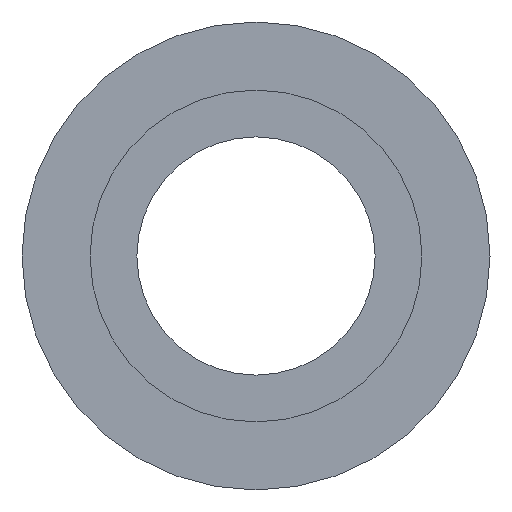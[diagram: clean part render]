
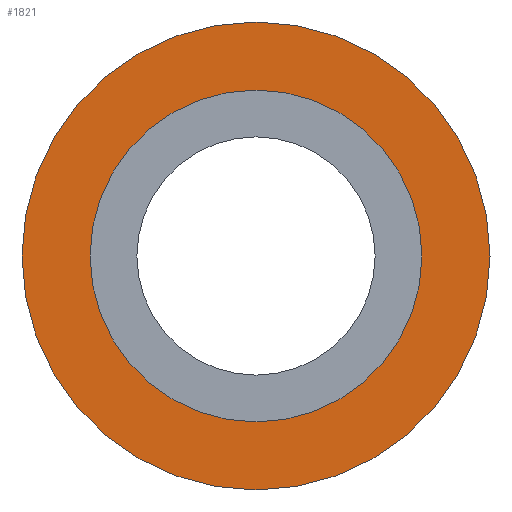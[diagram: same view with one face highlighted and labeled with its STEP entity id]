
A CAD part, front view. The second image highlights one B-rep face of the part: STEP entity #1821.
In plain terms, the highlighted planar face has unit normal (0, -1, 0).
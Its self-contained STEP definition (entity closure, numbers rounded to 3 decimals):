
#683=CARTESIAN_POINT('',(-12.724,-10.5,19.51));
#684=VERTEX_POINT('',#683);
#700=CARTESIAN_POINT('',(14.776,-10.5,-28.121));
#701=VERTEX_POINT('',#700);
#708=CARTESIAN_POINT('',(1.026,-10.5,-4.305));
#709=DIRECTION('',(0.,1.0,0.));
#710=DIRECTION('',(0.866,0.,0.5));
#711=AXIS2_PLACEMENT_3D('',#708,#709,#710);
#712=CIRCLE('',#711,27.5);
#713=EDGE_CURVE('',#701,#684,#712,.T.);
#723=CARTESIAN_POINT('',(-8.724,-10.5,12.582));
#724=VERTEX_POINT('',#723);
#733=CARTESIAN_POINT('',(10.776,-10.5,-21.193));
#734=VERTEX_POINT('',#733);
#735=CARTESIAN_POINT('',(1.026,-10.5,-4.305));
#736=DIRECTION('',(0.0,1.,0.0));
#737=DIRECTION('',(-0.5,0.0,0.866));
#738=AXIS2_PLACEMENT_3D('',#735,#736,#737);
#739=CIRCLE('',#738,19.5);
#740=EDGE_CURVE('',#734,#724,#739,.T.);
#1649=CARTESIAN_POINT('',(17.913,-10.5,5.445));
#1650=VERTEX_POINT('',#1649);
#1651=CARTESIAN_POINT('',(1.026,-10.5,-4.305));
#1652=DIRECTION('',(0.0,1.,0.0));
#1653=DIRECTION('',(-0.5,0.0,0.866));
#1654=AXIS2_PLACEMENT_3D('',#1651,#1652,#1653);
#1655=CIRCLE('',#1654,19.5);
#1656=EDGE_CURVE('',#1650,#734,#1655,.T.);
#1658=CARTESIAN_POINT('',(1.026,-10.5,-4.305));
#1659=DIRECTION('',(0.0,1.,0.0));
#1660=DIRECTION('',(-0.5,0.0,0.866));
#1661=AXIS2_PLACEMENT_3D('',#1658,#1659,#1660);
#1662=CIRCLE('',#1661,19.5);
#1663=EDGE_CURVE('',#724,#1650,#1662,.T.);
#1784=CARTESIAN_POINT('',(24.841,-10.5,9.445));
#1785=VERTEX_POINT('',#1784);
#1786=CARTESIAN_POINT('',(1.026,-10.5,-4.305));
#1787=DIRECTION('',(0.,1.0,0.));
#1788=DIRECTION('',(0.866,0.,0.5));
#1789=AXIS2_PLACEMENT_3D('',#1786,#1787,#1788);
#1790=CIRCLE('',#1789,27.5);
#1791=EDGE_CURVE('',#684,#1785,#1790,.T.);
#1793=CARTESIAN_POINT('',(1.026,-10.5,-4.305));
#1794=DIRECTION('',(0.,1.0,0.));
#1795=DIRECTION('',(0.866,0.,0.5));
#1796=AXIS2_PLACEMENT_3D('',#1793,#1794,#1795);
#1797=CIRCLE('',#1796,27.5);
#1798=EDGE_CURVE('',#1785,#701,#1797,.T.);
#1806=CARTESIAN_POINT('',(17.48,-10.5,5.195));
#1807=DIRECTION('',(0.0,-1.0,0.0));
#1808=DIRECTION('',(0.0,0.0,-1.0));
#1809=AXIS2_PLACEMENT_3D('',#1806,#1807,#1808);
#1810=PLANE('',#1809);
#1811=ORIENTED_EDGE('',*,*,#1798,.F.);
#1812=ORIENTED_EDGE('',*,*,#1791,.F.);
#1813=ORIENTED_EDGE('',*,*,#713,.F.);
#1814=EDGE_LOOP('',(#1811,#1812,#1813));
#1815=FACE_OUTER_BOUND('',#1814,.T.);
#1816=ORIENTED_EDGE('',*,*,#1656,.T.);
#1817=ORIENTED_EDGE('',*,*,#740,.T.);
#1818=ORIENTED_EDGE('',*,*,#1663,.T.);
#1819=EDGE_LOOP('',(#1816,#1817,#1818));
#1820=FACE_BOUND('',#1819,.T.);
#1821=ADVANCED_FACE('',(#1815,#1820),#1810,.T.);
